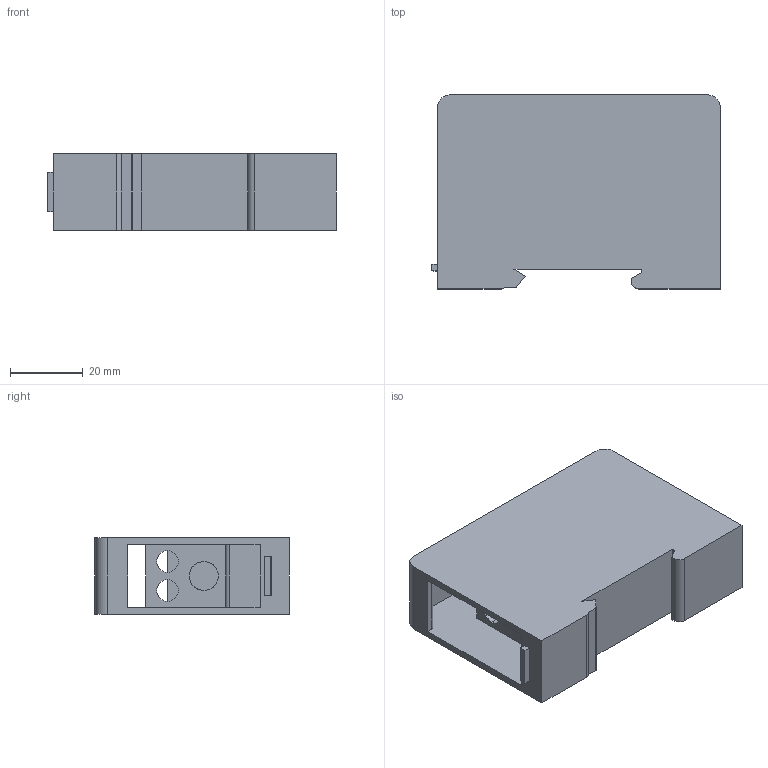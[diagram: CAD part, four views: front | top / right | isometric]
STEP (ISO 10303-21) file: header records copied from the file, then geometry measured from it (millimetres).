
FILE_DESCRIPTION((''),'2;1');
FILE_NAME('21','2024-01-23T',('dell'),(''),'PRO/ENGINEER BY PARAMETRIC TECHNOLOGY CORPORATION, 2013230','PRO/ENGINEER BY PARAMETRIC TECHNOLOGY CORPORATION, 2013230','');
FILE_SCHEMA(('AUTOMOTIVE_DESIGN { 1 0 10303 214 1 1 1 1 }'));
Length unit declared in the file: millimetre
Products named in the file (1): 21
Bounding box: 79.61 x 53.5 x 21 mm (x, y, z)
Volume: 45266 mm3; surface area: 23065.4 mm2
Topology: 1 solids, 1 shells, 96 faces, 263 edges, 166 vertices
Faces by surface type: plane 51, cylinder 45
Entity records: 3368 total; most frequent: CARTESIAN_POINT 819, ORIENTED_EDGE 526, DIRECTION 497, EDGE_CURVE 263, VECTOR 173, LINE 173, VERTEX_POINT 166, AXIS2_PLACEMENT_3D 162
